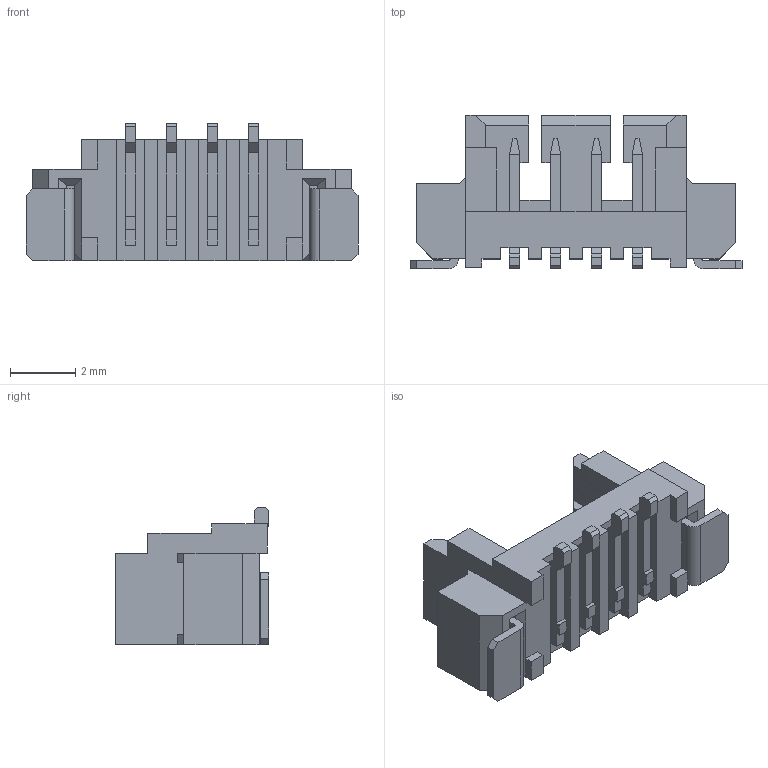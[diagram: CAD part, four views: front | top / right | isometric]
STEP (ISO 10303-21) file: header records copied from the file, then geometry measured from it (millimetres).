
FILE_DESCRIPTION((''),'2;1');
FILE_NAME('533980471','2021-04-22T',('gga'),(''),'PRO/ENGINEER BY PARAMETRIC TECHNOLOGY CORPORATION, 2016010','PRO/ENGINEER BY PARAMETRIC TECHNOLOGY CORPORATION, 2016010','');
FILE_SCHEMA(('CONFIG_CONTROL_DESIGN'));
Length unit declared in the file: millimetre
Products named in the file (1): 533980471
Bounding box: 10.15 x 4.7 x 4.2 mm (x, y, z)
Volume: 68.7 mm3; surface area: 262.6 mm2
Topology: 1 solids, 1 shells, 259 faces, 742 edges, 496 vertices
Faces by surface type: plane 251, cylinder 8
Entity records: 8235 total; most frequent: CARTESIAN_POINT 1468, ORIENTED_EDGE 1422, DIRECTION 1272, VECTOR 724, LINE 724, EDGE_CURVE 711, VERTEX_POINT 458, AXIS2_PLACEMENT_3D 274
